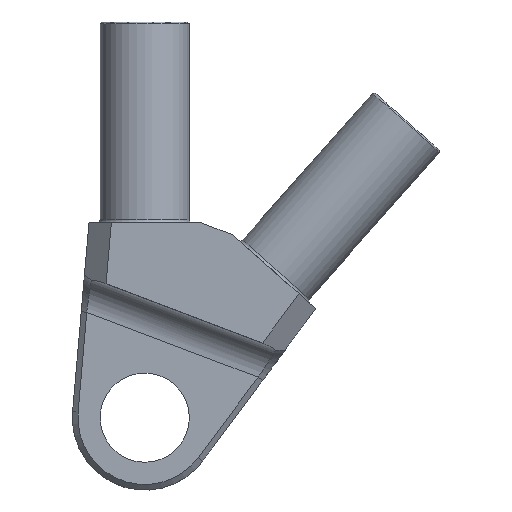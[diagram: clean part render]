
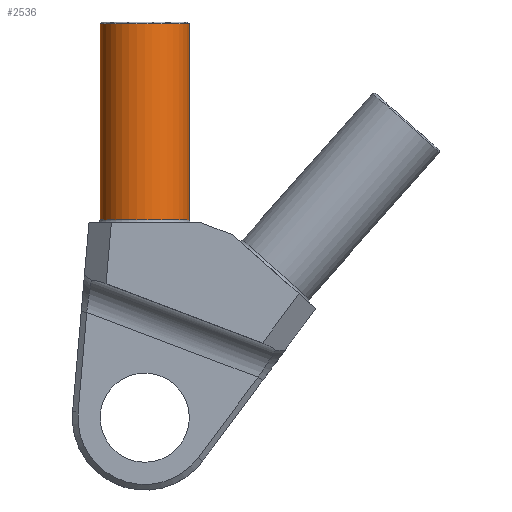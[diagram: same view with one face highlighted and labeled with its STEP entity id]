
A CAD part, top view. The second image highlights one B-rep face of the part: STEP entity #2536.
In plain terms, the highlighted cylindrical face has radius 8 mm (diameter 16 mm), a partial arc.
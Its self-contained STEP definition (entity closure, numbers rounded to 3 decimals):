
#244=CARTESIAN_POINT('Vertex',(-8.,35.5,0.)) ;
#246=CARTESIAN_POINT('Vertex',(8.,35.5,0.)) ;
#280=CARTESIAN_POINT('Axis2P3D Location',(0.,35.5,0.)) ;
#2506=CARTESIAN_POINT('Axis2P3D Location',(0.,53.,0.)) ;
#2511=CARTESIAN_POINT('Line Origine',(-8.,53.,0.)) ;
#2515=CARTESIAN_POINT('Vertex',(-8.,70.7,0.)) ;
#2518=CARTESIAN_POINT('Line Origine',(8.,53.,0.)) ;
#2522=CARTESIAN_POINT('Vertex',(8.,70.7,0.)) ;
#2525=CARTESIAN_POINT('Axis2P3D Location',(0.,70.7,0.)) ;
#281=DIRECTION('Axis2P3D Direction',(0.,1.,0.)) ;
#2507=DIRECTION('Axis2P3D Direction',(0.,1.,0.)) ;
#2508=DIRECTION('Axis2P3D XDirection',(-1.,0.,0.)) ;
#2512=DIRECTION('Vector Direction',(0.,1.,0.)) ;
#2519=DIRECTION('Vector Direction',(0.,1.,0.)) ;
#2526=DIRECTION('Axis2P3D Direction',(0.,1.,0.)) ;
#282=AXIS2_PLACEMENT_3D('Circle Axis2P3D',#280,#281,$) ;
#2509=AXIS2_PLACEMENT_3D('Cylinder Axis2P3D',#2506,#2507,#2508) ;
#2527=AXIS2_PLACEMENT_3D('Circle Axis2P3D',#2525,#2526,$) ;
#2531=ORIENTED_EDGE('',*,*,#2517,.F.) ;
#2532=ORIENTED_EDGE('',*,*,#284,.F.) ;
#2533=ORIENTED_EDGE('',*,*,#2524,.T.) ;
#2534=ORIENTED_EDGE('',*,*,#2529,.F.) ;
#2513=VECTOR('Line Direction',#2512,1.) ;
#2520=VECTOR('Line Direction',#2519,1.) ;
#2536=ADVANCED_FACE('Corps principal',(#2535),#2510,.T.) ;
#283=CIRCLE('generated circle',#282,8.) ;
#2528=CIRCLE('generated circle',#2527,8.) ;
#2510=CYLINDRICAL_SURFACE('generated cylinder',#2509,8.) ;
#284=EDGE_CURVE('',#247,#245,#283,.F.) ;
#2517=EDGE_CURVE('',#245,#2516,#2514,.T.) ;
#2524=EDGE_CURVE('',#247,#2523,#2521,.T.) ;
#2529=EDGE_CURVE('',#2516,#2523,#2528,.T.) ;
#2530=EDGE_LOOP('',(#2531,#2532,#2533,#2534)) ;
#2535=FACE_OUTER_BOUND('',#2530,.T.) ;
#2514=LINE('Line',#2511,#2513) ;
#2521=LINE('Line',#2518,#2520) ;
#245=VERTEX_POINT('',#244) ;
#247=VERTEX_POINT('',#246) ;
#2516=VERTEX_POINT('',#2515) ;
#2523=VERTEX_POINT('',#2522) ;
